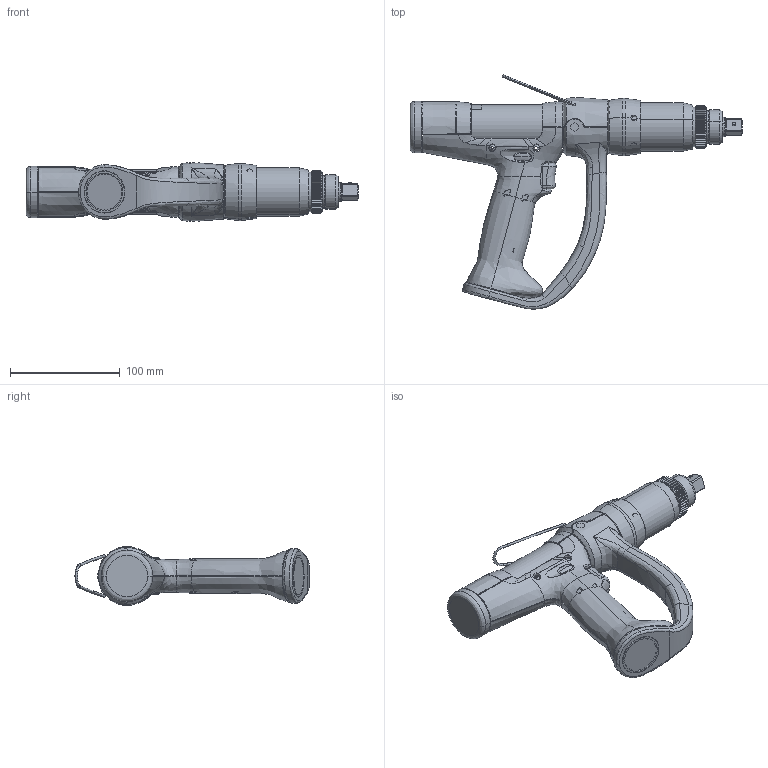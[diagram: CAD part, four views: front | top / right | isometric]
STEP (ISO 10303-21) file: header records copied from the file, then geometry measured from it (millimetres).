
FILE_DESCRIPTION((''),'2;1');
FILE_NAME('50EPN65HD4_SW0001','2018-11-27T',('A1X81'),(''),'CREO PARAMETRIC BY PTC INC, 2016050','CREO PARAMETRIC BY PTC INC, 2016050','');
FILE_SCHEMA(('CONFIG_CONTROL_DESIGN'));
Products named in the file (1): 50EPN65HD4_SW0001
Bounding box: 302.03 x 213.04 x 53.6 mm (x, y, z)
Surface area: 92398.4 mm2 (no closed solid volume)
Topology: 0 solids, 63 shells, 817 faces, 2442 edges, 1617 vertices
Faces by surface type: bspline 385, cylinder 140, extrusion 108, plane 45, torus 45, cone 44, sphere 44, revolution 6
Entity records: 118998 total; most frequent: CARTESIAN_POINT 101051, ORIENTED_EDGE 4001, DIRECTION 2683, EDGE_CURVE 2430, VERTEX_POINT 1617, B_SPLINE_CURVE_WITH_KNOTS 1363, AXIS2_PLACEMENT_3D 1070, EDGE_LOOP 817
